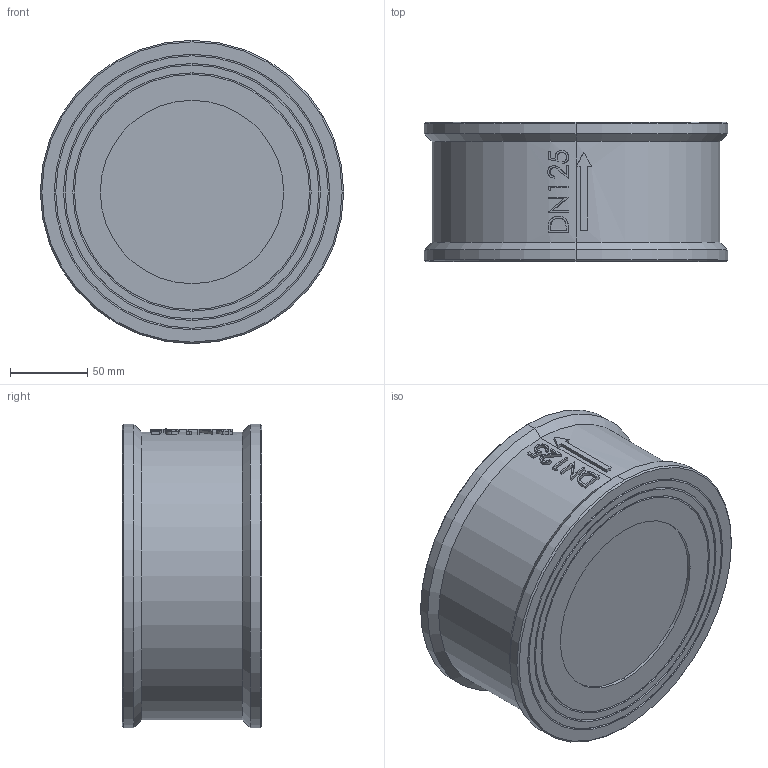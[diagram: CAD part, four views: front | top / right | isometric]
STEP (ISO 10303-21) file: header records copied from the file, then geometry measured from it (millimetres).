
FILE_DESCRIPTION (( 'STEP AP214' ), '1' );
FILE_NAME ('932-125.STEP', '2012-07-03T13:16:55', ( 'rals' ), ( 'Hewlett-Packard Company' ), 'SwSTEP 2.0', 'SolidWorks 2011', '' );
FILE_SCHEMA (( 'AUTOMOTIVE_DESIGN' ));
Length unit declared in the file: millimetre
Products named in the file (1): 932-125
Bounding box: 196 x 90 x 196 mm (x, y, z)
Volume: 2403202.8 mm3; surface area: 120633.4 mm2
Topology: 1 solids, 1 shells, 106 faces, 259 edges, 168 vertices
Faces by surface type: plane 41, bspline 30, cylinder 17, torus 10, cone 8
Entity records: 8242 total; most frequent: CARTESIAN_POINT 5921, ORIENTED_EDGE 518, DIRECTION 393, EDGE_CURVE 259, VERTEX_POINT 168, AXIS2_PLACEMENT_3D 157, EDGE_LOOP 119, FACE_OUTER_BOUND 106
